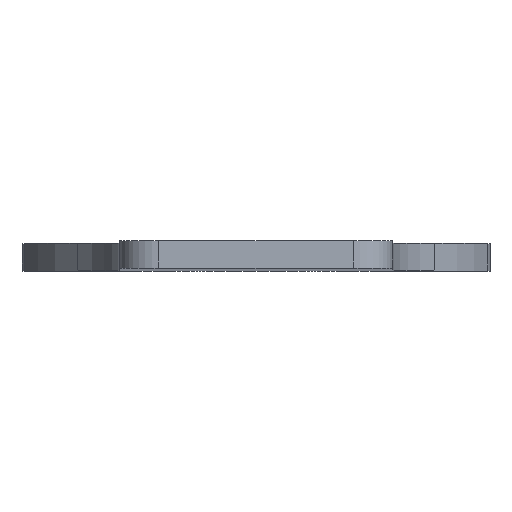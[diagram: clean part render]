
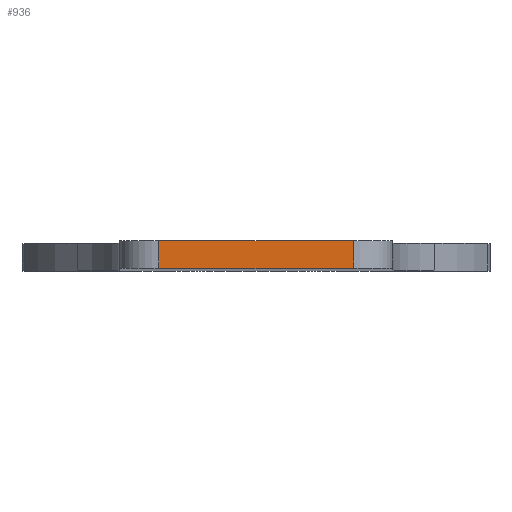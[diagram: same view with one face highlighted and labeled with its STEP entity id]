
A CAD part, top view. The second image highlights one B-rep face of the part: STEP entity #936.
In plain terms, the highlighted planar face has unit normal (0, 0, 1).
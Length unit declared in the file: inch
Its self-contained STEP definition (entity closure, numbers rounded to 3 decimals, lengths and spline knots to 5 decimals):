
#3 = CARTESIAN_POINT ( 'NONE',  ( 0., 0.04429, 5.785 ) ) ;
#28 = CARTESIAN_POINT ( 'NONE',  ( -0.3125, 0.04429, 5.785 ) ) ;
#83 = VECTOR ( 'NONE', #657, 39.37008 ) ;
#216 = VERTEX_POINT ( 'NONE', #632 ) ;
#220 = LINE ( 'NONE', #1089, #83 ) ;
#256 = DIRECTION ( 'NONE',  ( 0., 0., -1. ) ) ;
#288 = ORIENTED_EDGE ( 'NONE', *, *, #412, .F. ) ;
#412 = EDGE_CURVE ( 'NONE', #524, #216, #846, .T. ) ;
#419 = EDGE_LOOP ( 'NONE', ( #288, #1056, #549, #761 ) ) ;
#480 = VECTOR ( 'NONE', #690, 39.37008 ) ;
#490 = FACE_OUTER_BOUND ( 'NONE', #419, .T. ) ;
#514 = CARTESIAN_POINT ( 'NONE',  ( 0.3125, -0.04429, 5.785 ) ) ;
#524 = VERTEX_POINT ( 'NONE', #28 ) ;
#549 = ORIENTED_EDGE ( 'NONE', *, *, #817, .T. ) ;
#567 = DIRECTION ( 'NONE',  ( -1., 0., 0. ) ) ;
#593 = VECTOR ( 'NONE', #1096, 39.37008 ) ;
#632 = CARTESIAN_POINT ( 'NONE',  ( 0.3125, 0.04429, 5.785 ) ) ;
#633 = VERTEX_POINT ( 'NONE', #651 ) ;
#651 = CARTESIAN_POINT ( 'NONE',  ( -0.3125, -0.04429, 5.785 ) ) ;
#657 = DIRECTION ( 'NONE',  ( 0., -1., 0. ) ) ;
#676 = CARTESIAN_POINT ( 'NONE',  ( 0., -0.04429, 5.785 ) ) ;
#690 = DIRECTION ( 'NONE',  ( 1., 0., 0. ) ) ;
#746 = CARTESIAN_POINT ( 'NONE',  ( 0.3125, 0.04429, 5.785 ) ) ;
#750 = EDGE_CURVE ( 'NONE', #524, #633, #220, .T. ) ;
#753 = LINE ( 'NONE', #676, #843 ) ;
#759 = DIRECTION ( 'NONE',  ( 1., 0., 0. ) ) ;
#761 = ORIENTED_EDGE ( 'NONE', *, *, #958, .T. ) ;
#817 = EDGE_CURVE ( 'NONE', #633, #1064, #753, .T. ) ;
#832 = PLANE ( 'NONE',  #1081 ) ;
#843 = VECTOR ( 'NONE', #759, 39.37008 ) ;
#846 = LINE ( 'NONE', #3, #480 ) ;
#936 = ADVANCED_FACE ( 'NONE', ( #490 ), #832, .F. ) ;
#958 = EDGE_CURVE ( 'NONE', #1064, #216, #1085, .T. ) ;
#1056 = ORIENTED_EDGE ( 'NONE', *, *, #750, .T. ) ;
#1064 = VERTEX_POINT ( 'NONE', #514 ) ;
#1081 = AXIS2_PLACEMENT_3D ( 'NONE', #1105, #256, #567 ) ;
#1085 = LINE ( 'NONE', #746, #593 ) ;
#1089 = CARTESIAN_POINT ( 'NONE',  ( -0.3125, 0.04429, 5.785 ) ) ;
#1096 = DIRECTION ( 'NONE',  ( 0., 1., 0. ) ) ;
#1105 = CARTESIAN_POINT ( 'NONE',  ( 0., 0.04429, 5.785 ) ) ;
